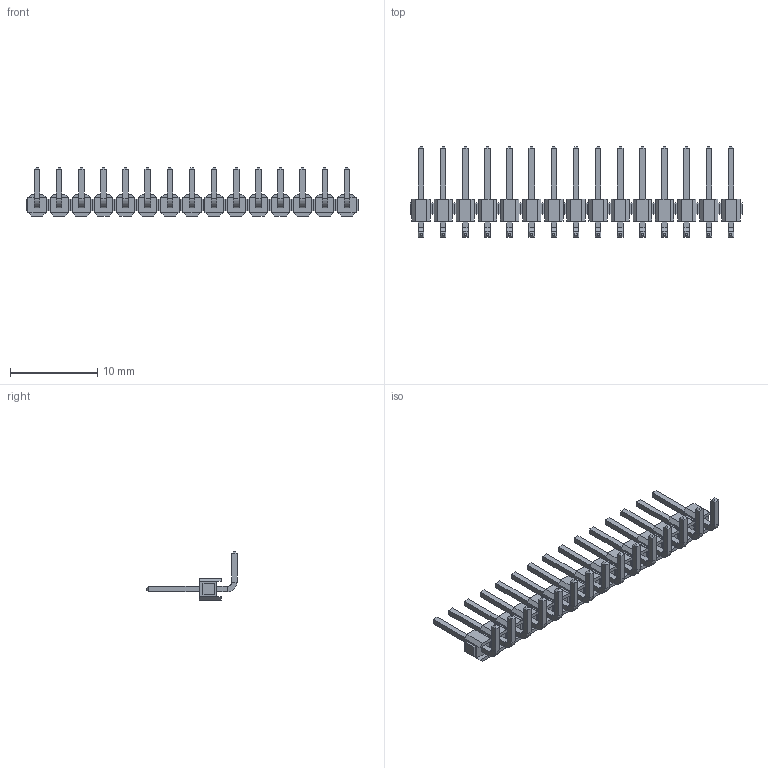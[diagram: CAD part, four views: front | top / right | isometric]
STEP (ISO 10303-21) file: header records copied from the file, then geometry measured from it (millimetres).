
FILE_DESCRIPTION (( 'STEP AP214' ), '1' );
FILE_NAME ('PLSR-15D.STEP', '2019-07-02T21:25:52', ( '' ), ( '' ), 'SwSTEP 2.0', 'SolidWorks 2018', '' );
FILE_SCHEMA (( 'AUTOMOTIVE_DESIGN' ));
Length unit declared in the file: millimetre
Products named in the file (1): PLSR-15D
Bounding box: 38.1 x 10.36 x 5.54 mm (x, y, z)
Volume: 245.2 mm3; surface area: 957.5 mm2
Topology: 15 solids, 15 shells, 750 faces, 1680 edges, 1020 vertices
Faces by surface type: plane 720, cylinder 30
Entity records: 28454 total; most frequent: CARTESIAN_POINT 3451, ORIENTED_EDGE 3360, DIRECTION 3242, EDGE_CURVE 1680, VECTOR 1620, LINE 1620, VERTEX_POINT 1020, AXIS2_PLACEMENT_3D 811
